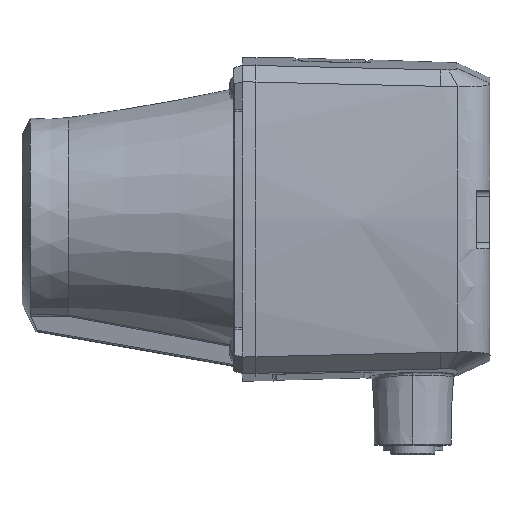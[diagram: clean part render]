
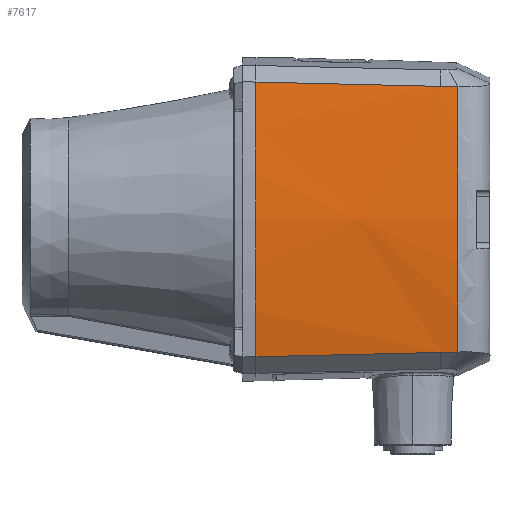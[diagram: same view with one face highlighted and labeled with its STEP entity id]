
A CAD part, left-side view. The second image highlights one B-rep face of the part: STEP entity #7617.
In plain terms, the highlighted conical face has half-angle 1.5 degrees and reference radius 156.705 mm.
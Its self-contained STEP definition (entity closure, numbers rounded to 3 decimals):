
#354=CARTESIAN_POINT('',(-27.106,5.843,-24.091));
#356=CARTESIAN_POINT('',(127.25,5.843,0.));
#357=DIRECTION('',(0.,1.,0.));
#358=DIRECTION('',(-0.988,0.,-0.154));
#359=AXIS2_PLACEMENT_3D('',#356,#357,#358);
#361=CARTESIAN_POINT('',(127.25,5.843,0.));
#362=DIRECTION('',(0.,1.,0.));
#363=DIRECTION('',(-1.,0.,0.));
#364=AXIS2_PLACEMENT_3D('',#361,#362,#363);
#874=CARTESIAN_POINT('',(127.25,42.5,0.));
#875=DIRECTION('',(0.,-1.,0.));
#876=DIRECTION('',(-0.987,0.,0.159));
#877=AXIS2_PLACEMENT_3D('',#874,#875,#876);
#879=CARTESIAN_POINT('',(127.25,42.5,0.));
#880=DIRECTION('',(0.,-1.,0.));
#881=DIRECTION('',(-1.,0.,0.));
#882=AXIS2_PLACEMENT_3D('',#879,#880,#881);
#1030=CARTESIAN_POINT('',(-27.942,42.5,24.945));
#1031=CARTESIAN_POINT('',(-27.858,38.771,24.858));
#1032=CARTESIAN_POINT('',(-27.687,31.313,24.684));
#1033=CARTESIAN_POINT('',(-27.431,20.125,24.422));
#1034=CARTESIAN_POINT('',(-27.262,12.664,24.248));
#1035=CARTESIAN_POINT('',(-27.177,8.933,24.161));
#1037=CARTESIAN_POINT('',(-27.177,8.933,24.161));
#1038=CARTESIAN_POINT('',(-27.169,8.591,24.153));
#1039=CARTESIAN_POINT('',(-27.153,7.906,24.14));
#1040=CARTESIAN_POINT('',(-27.129,6.878,24.116));
#1041=CARTESIAN_POINT('',(-27.114,6.188,24.1));
#1042=CARTESIAN_POINT('',(-27.106,5.843,24.091));
#1044=CARTESIAN_POINT('',(-27.106,5.843,
-24.091));
#1045=CARTESIAN_POINT('',(-27.114,6.194,
-24.1));
#1046=CARTESIAN_POINT('',(-27.13,6.89,
-24.116));
#1047=CARTESIAN_POINT('',(-27.153,7.92,
-24.14));
#1048=CARTESIAN_POINT('',(-27.169,8.597,
-24.154));
#1049=CARTESIAN_POINT('',(-27.177,8.933,
-24.161));
#1051=CARTESIAN_POINT('',(-27.177,8.933,
-24.161));
#1052=CARTESIAN_POINT('',(-27.262,12.664,
-24.248));
#1053=CARTESIAN_POINT('',(-27.431,20.125,
-24.422));
#1054=CARTESIAN_POINT('',(-27.687,31.313,
-24.684));
#1055=CARTESIAN_POINT('',(-27.858,38.771,
-24.858));
#1056=CARTESIAN_POINT('',(-27.942,42.5,-24.945));
#6218=VERTEX_POINT('',#354);
#6219=CARTESIAN_POINT('',(-28.975,5.843,
0.));
#6220=VERTEX_POINT('',#6219);
#6221=CARTESIAN_POINT('',(-27.106,5.843,24.091));
#6222=VERTEX_POINT('',#6221);
#6341=CARTESIAN_POINT('',(-27.942,42.5,24.945));
#6342=CARTESIAN_POINT('',(-29.935,42.5,0.));
#6343=VERTEX_POINT('',#6341);
#6344=VERTEX_POINT('',#6342);
#6345=CARTESIAN_POINT('',(-27.942,42.5,-24.945));
#6346=VERTEX_POINT('',#6345);
#6402=VERTEX_POINT('',#1035);
#6403=VERTEX_POINT('',#1049);
#7598=CARTESIAN_POINT('',(127.25,24.171,0.));
#7599=DIRECTION('',(0.,1.,0.));
#7600=DIRECTION('',(1.,0.,0.));
#7601=AXIS2_PLACEMENT_3D('',#7598,#7599,#7600);
#7602=CONICAL_SURFACE('',#7601,156.705,1.5);
#7604=ORIENTED_EDGE('',*,*,#7603,.T.);
#7606=ORIENTED_EDGE('',*,*,#7605,.T.);
#7607=ORIENTED_EDGE('',*,*,#7002,.F.);
#7608=ORIENTED_EDGE('',*,*,#7000,.F.);
#7610=ORIENTED_EDGE('',*,*,#7609,.T.);
#7612=ORIENTED_EDGE('',*,*,#7611,.T.);
#7613=ORIENTED_EDGE('',*,*,#7512,.F.);
#7614=ORIENTED_EDGE('',*,*,#7510,.F.);
#7615=EDGE_LOOP('',(#7604,#7606,#7607,#7608,#7610,#7612,#7613,#7614));
#7616=FACE_OUTER_BOUND('',#7615,.F.);
#7617=ADVANCED_FACE('',(#7616),#7602,.T.);
#360=CIRCLE('',#359,156.225);
#365=CIRCLE('',#364,156.225);
#878=CIRCLE('',#877,157.185);
#883=CIRCLE('',#882,157.185);
#1036=B_SPLINE_CURVE_WITH_KNOTS('',3,(#1030,#1031,#1032,#1033,#1034,#1035),
.UNSPECIFIED.,.F.,.F.,(4,1,1,4),(0.,0.333,0.667,1.),
.UNSPECIFIED.);
#1043=B_SPLINE_CURVE_WITH_KNOTS('',3,(#1037,#1038,#1039,#1040,#1041,#1042),
.UNSPECIFIED.,.F.,.F.,(4,1,1,4),(0.,0.333,0.667,1.),
.UNSPECIFIED.);
#1050=B_SPLINE_CURVE_WITH_KNOTS('',3,(#1044,#1045,#1046,#1047,#1048,#1049),
.UNSPECIFIED.,.F.,.F.,(4,1,1,4),(0.,0.333,0.667,1.),
.UNSPECIFIED.);
#1057=B_SPLINE_CURVE_WITH_KNOTS('',3,(#1051,#1052,#1053,#1054,#1055,#1056),
.UNSPECIFIED.,.F.,.F.,(4,1,1,4),(0.,0.333,0.667,1.),
.UNSPECIFIED.);
#7000=EDGE_CURVE('',#6218,#6220,#360,.T.);
#7002=EDGE_CURVE('',#6220,#6222,#365,.T.);
#7510=EDGE_CURVE('',#6343,#6344,#878,.T.);
#7512=EDGE_CURVE('',#6344,#6346,#883,.T.);
#7603=EDGE_CURVE('',#6343,#6402,#1036,.T.);
#7605=EDGE_CURVE('',#6402,#6222,#1043,.T.);
#7609=EDGE_CURVE('',#6218,#6403,#1050,.T.);
#7611=EDGE_CURVE('',#6403,#6346,#1057,.T.);
